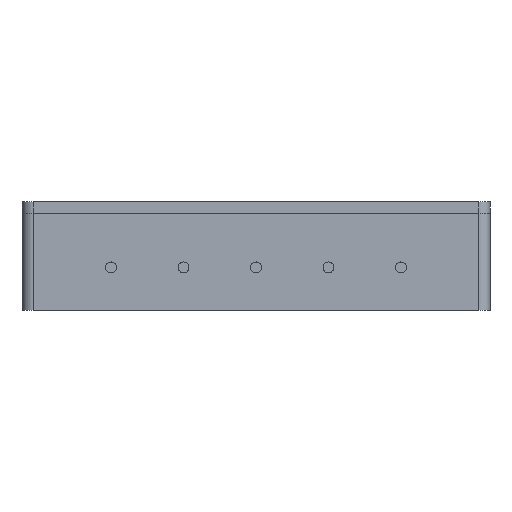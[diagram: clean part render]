
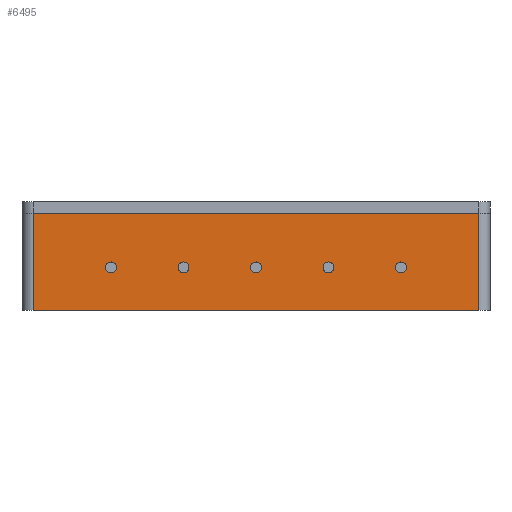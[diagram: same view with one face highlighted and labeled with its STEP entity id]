
A CAD part, front view. The second image highlights one B-rep face of the part: STEP entity #6495.
In plain terms, the highlighted planar face has unit normal (0, -1, 0).
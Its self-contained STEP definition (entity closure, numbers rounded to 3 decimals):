
#63=PLANE('',#6868);
#401=FACE_OUTER_BOUND('',#753,.T.);
#753=EDGE_LOOP('',(#4605,#4606,#4607,#4608));
#1115=LINE('',#8938,#2029);
#1120=LINE('',#8955,#2034);
#1128=LINE('',#8977,#2042);
#1130=LINE('',#8981,#2044);
#2029=VECTOR('',#7246,3.4);
#2034=VECTOR('',#7261,15.6);
#2042=VECTOR('',#7285,3.4);
#2044=VECTOR('',#7291,15.6);
#2980=VERTEX_POINT('',#8935);
#2981=VERTEX_POINT('',#8937);
#2988=VERTEX_POINT('',#8953);
#2994=VERTEX_POINT('',#8975);
#3620=EDGE_CURVE('',#2980,#2981,#1115,.T.);
#3629=EDGE_CURVE('',#2980,#2988,#1120,.T.);
#3640=EDGE_CURVE('',#2994,#2988,#1128,.T.);
#3642=EDGE_CURVE('',#2994,#2981,#1130,.T.);
#4605=ORIENTED_EDGE('',*,*,#3620,.F.);
#4606=ORIENTED_EDGE('',*,*,#3629,.T.);
#4607=ORIENTED_EDGE('',*,*,#3640,.F.);
#4608=ORIENTED_EDGE('',*,*,#3642,.T.);
#6495=ADVANCED_FACE('',(#401),#63,.T.);
#6868=AXIS2_PLACEMENT_3D('',#8980,#7289,#7290);
#7246=DIRECTION('',(0.,0.,-1.));
#7261=DIRECTION('',(-1.,0.,0.));
#7285=DIRECTION('',(0.,0.,1.));
#7289=DIRECTION('center_axis',(0.,-1.,0.));
#7290=DIRECTION('ref_axis',(1.,0.,0.));
#7291=DIRECTION('',(1.,0.,0.));
#8935=CARTESIAN_POINT('',(7.8,-8.2,2.09));
#8937=CARTESIAN_POINT('',(7.8,-8.2,-1.31));
#8938=CARTESIAN_POINT('',(7.8,-8.2,-1.11));
#8953=CARTESIAN_POINT('',(-7.8,-8.2,2.09));
#8955=CARTESIAN_POINT('',(-4.1,-8.2,2.09));
#8975=CARTESIAN_POINT('',(-7.8,-8.2,-1.31));
#8977=CARTESIAN_POINT('',(-7.8,-8.2,-1.31));
#8980=CARTESIAN_POINT('Origin',(-8.2,-8.2,-1.31));
#8981=CARTESIAN_POINT('',(-8.2,-8.2,-1.31));
